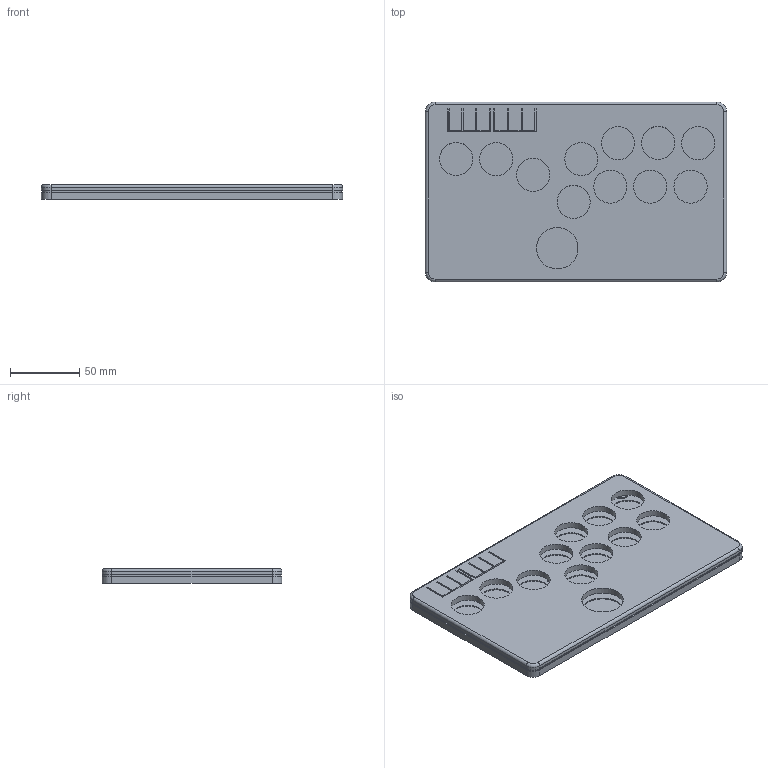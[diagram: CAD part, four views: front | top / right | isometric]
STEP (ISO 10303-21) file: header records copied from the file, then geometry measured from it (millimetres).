
FILE_DESCRIPTION(/* description */ (''),/* implementation_level */ '2;1');
FILE_NAME(/* name */ 'Flatbox-rev4-case.step',/* time_stamp */ '2023-08-09T16:40:11-07:00',/* author */ (''),/* organization */ (''),/* preprocessor_version */ 'ST-DEVELOPER v20',/* originating_system */ 'Autodesk Translation Framework v12.9.0.99',/* authorisation */ '');
FILE_SCHEMA (('AUTOMOTIVE_DESIGN { 1 0 10303 214 3 1 1 }'));
Length unit declared in the file: millimetre
Products named in the file (1): Flatbox Rev 4 Heatset shadow
Bounding box: 218 x 130.1 x 10.8 mm (x, y, z)
Volume: 153262.9 mm3; surface area: 119802.8 mm2
Topology: 2 solids, 2 shells, 288 faces, 669 edges, 438 vertices
Faces by surface type: plane 158, cylinder 119, cone 7, torus 4
Full cylindrical faces by diameter (mm): 3 x7, 3.1 x7, 4 x7, 4.6 x7, 6 x4, 6.5 x7, 10 x14, 24 x22, 30 x2
Entity records: 8346 total; most frequent: DIRECTION 1489, CARTESIAN_POINT 1396, ORIENTED_EDGE 1338, EDGE_CURVE 669, AXIS2_PLACEMENT_3D 531, VERTEX_POINT 438, LINE 427, VECTOR 427
